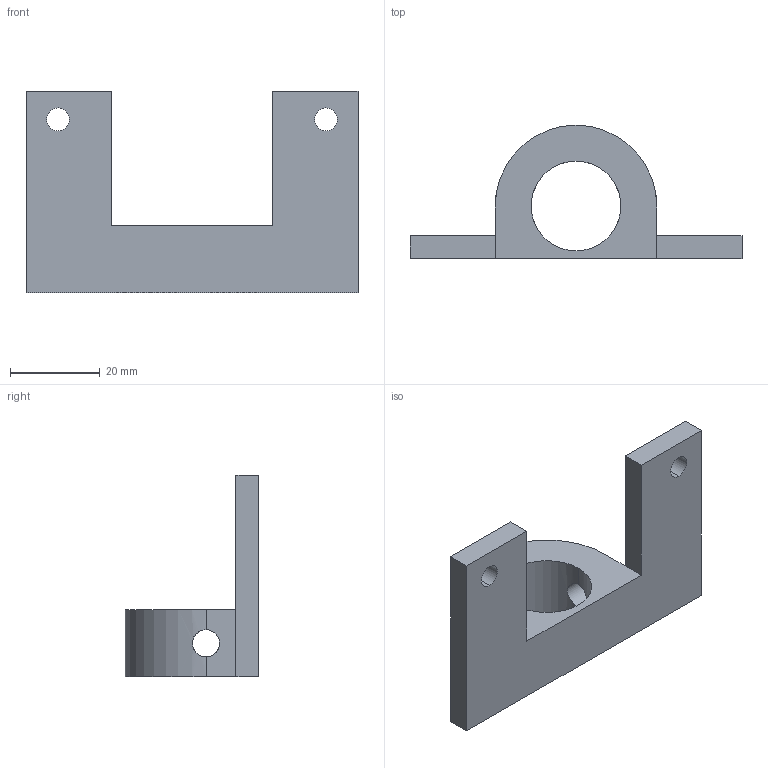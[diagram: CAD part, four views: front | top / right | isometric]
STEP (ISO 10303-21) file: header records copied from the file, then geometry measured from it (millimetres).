
FILE_DESCRIPTION (( 'STEP AP203' ), '1' );
FILE_NAME ('Camera_slider.STEP', '2025-02-04T00:38:43', ( '' ), ( '' ), 'SwSTEP 2.0', 'SolidWorks 2022', '' );
FILE_SCHEMA (( 'CONFIG_CONTROL_DESIGN' ));
Length unit declared in the file: millimetre
Products named in the file (1): Camera_slider
Bounding box: 74 x 29.75 x 45 mm (x, y, z)
Volume: 17282.9 mm3; surface area: 8611.7 mm2
Topology: 1 solids, 1 shells, 24 faces, 68 edges, 42 vertices
Faces by surface type: plane 13, cylinder 11
Entity records: 1043 total; most frequent: CARTESIAN_POINT 325, ORIENTED_EDGE 136, DIRECTION 128, EDGE_CURVE 68, VECTOR 46, LINE 46, VERTEX_POINT 42, AXIS2_PLACEMENT_3D 41
